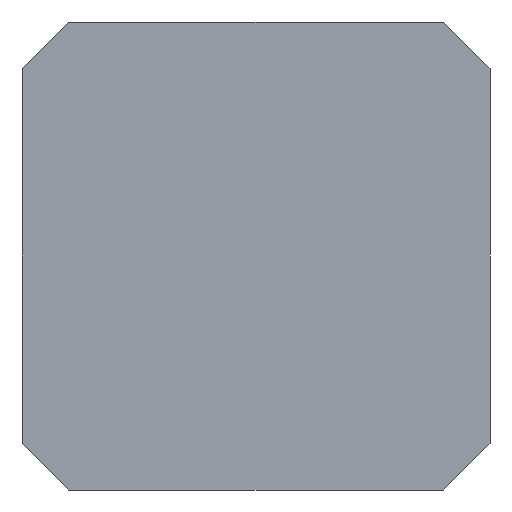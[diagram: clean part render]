
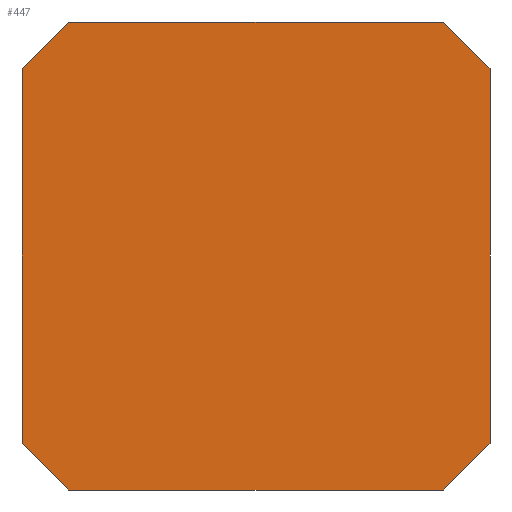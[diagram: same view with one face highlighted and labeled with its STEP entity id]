
A CAD part, front view. The second image highlights one B-rep face of the part: STEP entity #447.
In plain terms, the highlighted planar face has unit normal (0, -1, 0).
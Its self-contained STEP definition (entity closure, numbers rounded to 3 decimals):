
#42=PLANE('',#499);
#70=FACE_OUTER_BOUND('',#99,.T.);
#99=EDGE_LOOP('',(#403,#404,#405,#406,#407,#408,#409,#410));
#134=LINE('',#720,#183);
#137=LINE('',#725,#186);
#139=LINE('',#729,#188);
#141=LINE('',#733,#190);
#143=LINE('',#737,#192);
#145=LINE('',#741,#194);
#147=LINE('',#745,#196);
#148=LINE('',#747,#197);
#183=VECTOR('',#596,10.);
#186=VECTOR('',#601,10.);
#188=VECTOR('',#605,10.);
#190=VECTOR('',#609,10.);
#192=VECTOR('',#613,10.);
#194=VECTOR('',#617,10.);
#196=VECTOR('',#621,10.);
#197=VECTOR('',#624,10.);
#226=VERTEX_POINT('',#717);
#227=VERTEX_POINT('',#719);
#228=VERTEX_POINT('',#723);
#229=VERTEX_POINT('',#727);
#230=VERTEX_POINT('',#731);
#231=VERTEX_POINT('',#735);
#232=VERTEX_POINT('',#739);
#233=VERTEX_POINT('',#743);
#278=EDGE_CURVE('',#227,#226,#134,.T.);
#281=EDGE_CURVE('',#228,#226,#137,.T.);
#283=EDGE_CURVE('',#228,#229,#139,.T.);
#285=EDGE_CURVE('',#230,#229,#141,.T.);
#287=EDGE_CURVE('',#231,#230,#143,.T.);
#289=EDGE_CURVE('',#232,#231,#145,.T.);
#291=EDGE_CURVE('',#233,#232,#147,.T.);
#292=EDGE_CURVE('',#227,#233,#148,.T.);
#403=ORIENTED_EDGE('',*,*,#292,.F.);
#404=ORIENTED_EDGE('',*,*,#278,.T.);
#405=ORIENTED_EDGE('',*,*,#281,.F.);
#406=ORIENTED_EDGE('',*,*,#283,.T.);
#407=ORIENTED_EDGE('',*,*,#285,.F.);
#408=ORIENTED_EDGE('',*,*,#287,.F.);
#409=ORIENTED_EDGE('',*,*,#289,.F.);
#410=ORIENTED_EDGE('',*,*,#291,.F.);
#447=ADVANCED_FACE('',(#70),#42,.F.);
#499=AXIS2_PLACEMENT_3D('',#748,#625,#626);
#596=DIRECTION('',(0.707,0.,-0.707));
#601=DIRECTION('',(-1.,0.,0.));
#605=DIRECTION('',(0.707,0.,0.707));
#609=DIRECTION('',(0.,0.,-1.));
#613=DIRECTION('',(0.707,0.,-0.707));
#617=DIRECTION('',(1.,0.,0.));
#621=DIRECTION('',(0.707,0.,0.707));
#624=DIRECTION('',(0.,0.,1.));
#625=DIRECTION('center_axis',(0.,1.,0.));
#626=DIRECTION('ref_axis',(1.,0.,0.));
#717=CARTESIAN_POINT('',(-4.8,0.,-6.));
#719=CARTESIAN_POINT('',(-6.,0.,-4.8));
#720=CARTESIAN_POINT('',(-6.,0.,-4.8));
#723=CARTESIAN_POINT('',(4.8,0.,-6.));
#725=CARTESIAN_POINT('',(4.8,0.,-6.));
#727=CARTESIAN_POINT('',(6.,0.,-4.8));
#729=CARTESIAN_POINT('',(4.8,0.,-6.));
#731=CARTESIAN_POINT('',(6.,0.,4.8));
#733=CARTESIAN_POINT('',(6.,0.,4.8));
#735=CARTESIAN_POINT('',(4.8,0.,6.));
#737=CARTESIAN_POINT('',(4.8,0.,6.));
#739=CARTESIAN_POINT('',(-4.8,0.,6.));
#741=CARTESIAN_POINT('',(-4.8,0.,6.));
#743=CARTESIAN_POINT('',(-6.,0.,4.8));
#745=CARTESIAN_POINT('',(-6.,0.,4.8));
#747=CARTESIAN_POINT('',(-6.,0.,-4.8));
#748=CARTESIAN_POINT('Origin',(0.,0.,0.));
